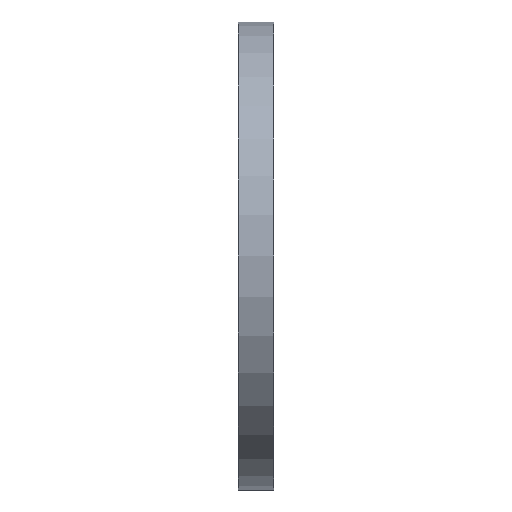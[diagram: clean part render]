
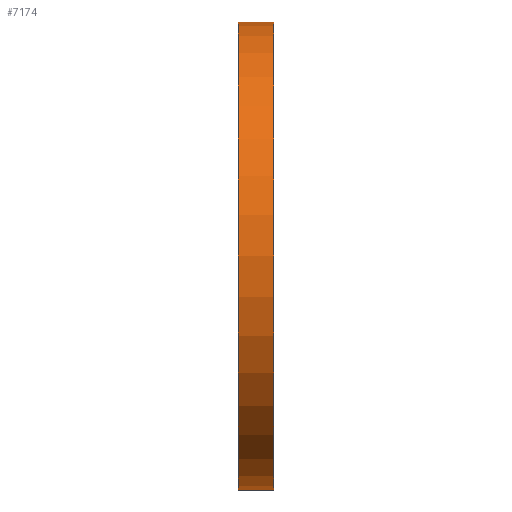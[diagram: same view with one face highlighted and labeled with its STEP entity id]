
A CAD part, left-side view. The second image highlights one B-rep face of the part: STEP entity #7174.
In plain terms, the highlighted cylindrical face has radius 40 mm (diameter 80 mm), a partial arc.
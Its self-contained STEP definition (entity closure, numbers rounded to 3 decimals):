
#34 = AXIS2_PLACEMENT_3D ( 'NONE', #14450, #4915, #14345 ) ;
#634 = ORIENTED_EDGE ( 'NONE', *, *, #2825, .T. ) ;
#1086 = FACE_OUTER_BOUND ( 'NONE', #13445, .T. ) ;
#1323 = VECTOR ( 'NONE', #7736, 1000. ) ;
#1502 = LINE ( 'NONE', #6470, #8230 ) ;
#2118 = VERTEX_POINT ( 'NONE', #13503 ) ;
#2589 = CARTESIAN_POINT ( 'NONE',  ( 0., 6., 0. ) ) ;
#2643 = DIRECTION ( 'NONE',  ( 0., 1., 0. ) ) ;
#2825 = EDGE_CURVE ( 'NONE', #9775, #10706, #1502, .T. ) ;
#3539 = CIRCLE ( 'NONE', #8454, 40. ) ;
#4593 = VERTEX_POINT ( 'NONE', #4868 ) ;
#4683 = ORIENTED_EDGE ( 'NONE', *, *, #13418, .F. ) ;
#4868 = CARTESIAN_POINT ( 'NONE',  ( 0., 6., 40. ) ) ;
#4915 = DIRECTION ( 'NONE',  ( 0., -1., 0. ) ) ;
#5143 = DIRECTION ( 'NONE',  ( 0., 1., 0. ) ) ;
#6470 = CARTESIAN_POINT ( 'NONE',  ( 0., 6., -40. ) ) ;
#6564 = DIRECTION ( 'NONE',  ( 0., -1., 0. ) ) ;
#7173 = EDGE_CURVE ( 'NONE', #9775, #4593, #7290, .T. ) ;
#7174 = ADVANCED_FACE ( 'NONE', ( #1086 ), #13362, .T. ) ;
#7290 = CIRCLE ( 'NONE', #10039, 40. ) ;
#7736 = DIRECTION ( 'NONE',  ( 0., -1., 0. ) ) ;
#7805 = CARTESIAN_POINT ( 'NONE',  ( 0., 0., -40. ) ) ;
#8230 = VECTOR ( 'NONE', #6564, 1000. ) ;
#8454 = AXIS2_PLACEMENT_3D ( 'NONE', #9663, #5143, #14432 ) ;
#9378 = LINE ( 'NONE', #10178, #1323 ) ;
#9663 = CARTESIAN_POINT ( 'NONE',  ( 0., 0., 0. ) ) ;
#9775 = VERTEX_POINT ( 'NONE', #11566 ) ;
#10039 = AXIS2_PLACEMENT_3D ( 'NONE', #2589, #2643, #14243 ) ;
#10178 = CARTESIAN_POINT ( 'NONE',  ( 0., 6., 40. ) ) ;
#10706 = VERTEX_POINT ( 'NONE', #7805 ) ;
#11549 = EDGE_CURVE ( 'NONE', #10706, #2118, #3539, .T. ) ;
#11566 = CARTESIAN_POINT ( 'NONE',  ( 0., 6., -40. ) ) ;
#13362 = CYLINDRICAL_SURFACE ( 'NONE', #34, 40. ) ;
#13418 = EDGE_CURVE ( 'NONE', #4593, #2118, #9378, .T. ) ;
#13445 = EDGE_LOOP ( 'NONE', ( #4683, #13945, #634, #14319 ) ) ;
#13503 = CARTESIAN_POINT ( 'NONE',  ( 0., 0., 40. ) ) ;
#13945 = ORIENTED_EDGE ( 'NONE', *, *, #7173, .F. ) ;
#14243 = DIRECTION ( 'NONE',  ( 0., 0., 1. ) ) ;
#14319 = ORIENTED_EDGE ( 'NONE', *, *, #11549, .T. ) ;
#14345 = DIRECTION ( 'NONE',  ( 0., 0., -1. ) ) ;
#14432 = DIRECTION ( 'NONE',  ( 0., 0., 1. ) ) ;
#14450 = CARTESIAN_POINT ( 'NONE',  ( 0., 6., 0. ) ) ;
